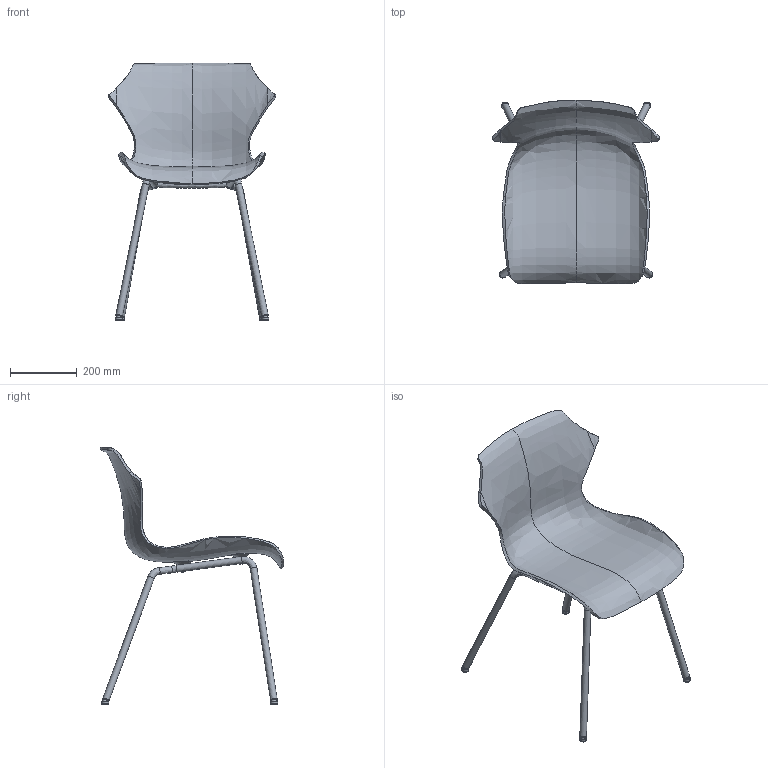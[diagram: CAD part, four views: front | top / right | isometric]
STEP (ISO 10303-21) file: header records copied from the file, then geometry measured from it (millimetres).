
FILE_DESCRIPTION(/* description */ (''),/* implementation_level */ '2;1');
FILE_NAME(/* name */ 'Petal_CB-29M_3D',/* time_stamp */ '2023-10-06T12:23:44+02:00',/* author */ (''),/* organization */ (''),/* preprocessor_version */ 'ST-DEVELOPER v16.5',/* originating_system */ 'Rhino 7.31',/* authorisation */ '');
FILE_SCHEMA (('AUTOMOTIVE_DESIGN'));
Length unit declared in the file: centimetre
Products named in the file (2): Document; Petal_CB-29M
Assembly tree (1 placements, depth 2):
  Document
    Petal_CB-29M
Bounding box: 502.59 x 550.19 x 771.98 mm (x, y, z)
Volume: 2796123.3 mm3; surface area: 895882.8 mm2
Topology: 11 solids, 25 shells, 151 faces, 273 edges, 172 vertices
Faces by surface type: cylinder 53, bspline 52, plane 46
Full cylindrical faces by diameter (mm): 19.5 x4, 20 x12, 21 x4
Entity records: 71961 total; most frequent: CARTESIAN_POINT 69733, ORIENTED_EDGE 530, EDGE_CURVE 273, VERTEX_POINT 172, EDGE_LOOP 167, ADVANCED_FACE 151, FACE_OUTER_BOUND 151, B_SPLINE_CURVE_WITH_KNOTS 126
